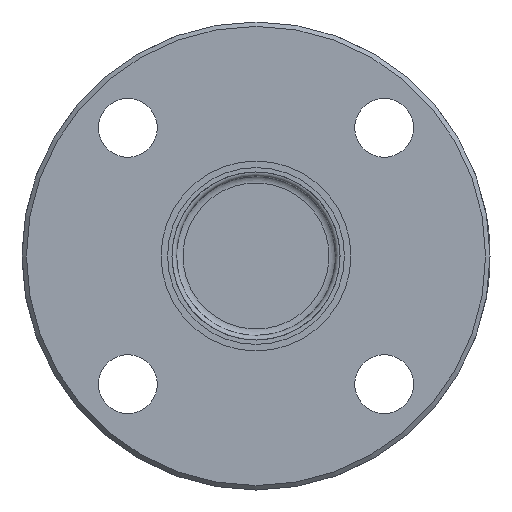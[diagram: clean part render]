
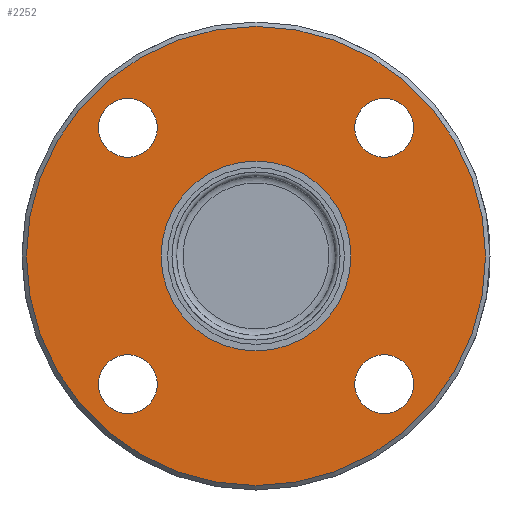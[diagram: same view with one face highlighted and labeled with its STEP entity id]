
A CAD part, front view. The second image highlights one B-rep face of the part: STEP entity #2252.
In plain terms, the highlighted planar face has unit normal (0, -1, 0).
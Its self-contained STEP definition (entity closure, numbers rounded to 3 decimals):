
#89=PLANE('',#2524);
#149=FACE_BOUND('',#453,.T.);
#150=FACE_BOUND('',#454,.T.);
#151=FACE_BOUND('',#455,.T.);
#152=FACE_BOUND('',#456,.T.);
#153=FACE_BOUND('',#457,.T.);
#311=FACE_OUTER_BOUND('',#452,.T.);
#452=EDGE_LOOP('',(#1638));
#453=EDGE_LOOP('',(#1639));
#454=EDGE_LOOP('',(#1640));
#455=EDGE_LOOP('',(#1641));
#456=EDGE_LOOP('',(#1642));
#457=EDGE_LOOP('',(#1643));
#873=CIRCLE('',#2489,26.17);
#894=CIRCLE('',#2525,10.825);
#895=CIRCLE('',#2526,3.35);
#896=CIRCLE('',#2527,3.35);
#897=CIRCLE('',#2528,3.35);
#898=CIRCLE('',#2529,3.35);
#973=VERTEX_POINT('',#3305);
#1054=VERTEX_POINT('',#4030);
#1055=VERTEX_POINT('',#4032);
#1056=VERTEX_POINT('',#4034);
#1057=VERTEX_POINT('',#4036);
#1058=VERTEX_POINT('',#4038);
#1203=EDGE_CURVE('',#973,#973,#873,.T.);
#1286=EDGE_CURVE('',#1054,#1054,#894,.T.);
#1287=EDGE_CURVE('',#1055,#1055,#895,.T.);
#1288=EDGE_CURVE('',#1056,#1056,#896,.T.);
#1289=EDGE_CURVE('',#1057,#1057,#897,.T.);
#1290=EDGE_CURVE('',#1058,#1058,#898,.T.);
#1638=ORIENTED_EDGE('',*,*,#1203,.F.);
#1639=ORIENTED_EDGE('',*,*,#1286,.T.);
#1640=ORIENTED_EDGE('',*,*,#1287,.T.);
#1641=ORIENTED_EDGE('',*,*,#1288,.T.);
#1642=ORIENTED_EDGE('',*,*,#1289,.T.);
#1643=ORIENTED_EDGE('',*,*,#1290,.T.);
#2252=ADVANCED_FACE('',(#311,#149,#150,#151,#152,#153),#89,.T.);
#2489=AXIS2_PLACEMENT_3D('',#3307,#2722,#2723);
#2524=AXIS2_PLACEMENT_3D('',#4029,#2805,#2806);
#2525=AXIS2_PLACEMENT_3D('',#4031,#2807,#2808);
#2526=AXIS2_PLACEMENT_3D('',#4033,#2809,#2810);
#2527=AXIS2_PLACEMENT_3D('',#4035,#2811,#2812);
#2528=AXIS2_PLACEMENT_3D('',#4037,#2813,#2814);
#2529=AXIS2_PLACEMENT_3D('',#4039,#2815,#2816);
#2722=DIRECTION('center_axis',(0.,1.,0.));
#2723=DIRECTION('ref_axis',(1.,0.,0.));
#2805=DIRECTION('center_axis',(0.,-1.,0.));
#2806=DIRECTION('ref_axis',(0.,0.,-1.));
#2807=DIRECTION('center_axis',(0.,1.,0.));
#2808=DIRECTION('ref_axis',(1.,0.,0.));
#2809=DIRECTION('center_axis',(0.,1.,0.));
#2810=DIRECTION('ref_axis',(1.,0.,0.));
#2811=DIRECTION('center_axis',(0.,1.,0.));
#2812=DIRECTION('ref_axis',(0.,0.,-1.));
#2813=DIRECTION('center_axis',(0.,1.,0.));
#2814=DIRECTION('ref_axis',(-1.,0.,0.));
#2815=DIRECTION('center_axis',(0.,1.,0.));
#2816=DIRECTION('ref_axis',(0.,0.,1.));
#3305=CARTESIAN_POINT('',(-26.17,0.,0.));
#3307=CARTESIAN_POINT('Origin',(0.,0.,0.));
#4029=CARTESIAN_POINT('Origin',(-26.67,0.,0.));
#4030=CARTESIAN_POINT('',(10.825,0.,0.));
#4031=CARTESIAN_POINT('Origin',(0.,0.,0.));
#4032=CARTESIAN_POINT('',(11.252,0.,-14.602));
#4033=CARTESIAN_POINT('Origin',(14.602,0.,-14.602));
#4034=CARTESIAN_POINT('',(-14.602,0.,-11.252));
#4035=CARTESIAN_POINT('Origin',(-14.602,0.,-14.602));
#4036=CARTESIAN_POINT('',(-11.252,0.,14.602));
#4037=CARTESIAN_POINT('Origin',(-14.602,0.,14.602));
#4038=CARTESIAN_POINT('',(14.602,0.,11.252));
#4039=CARTESIAN_POINT('Origin',(14.602,0.,14.602));
